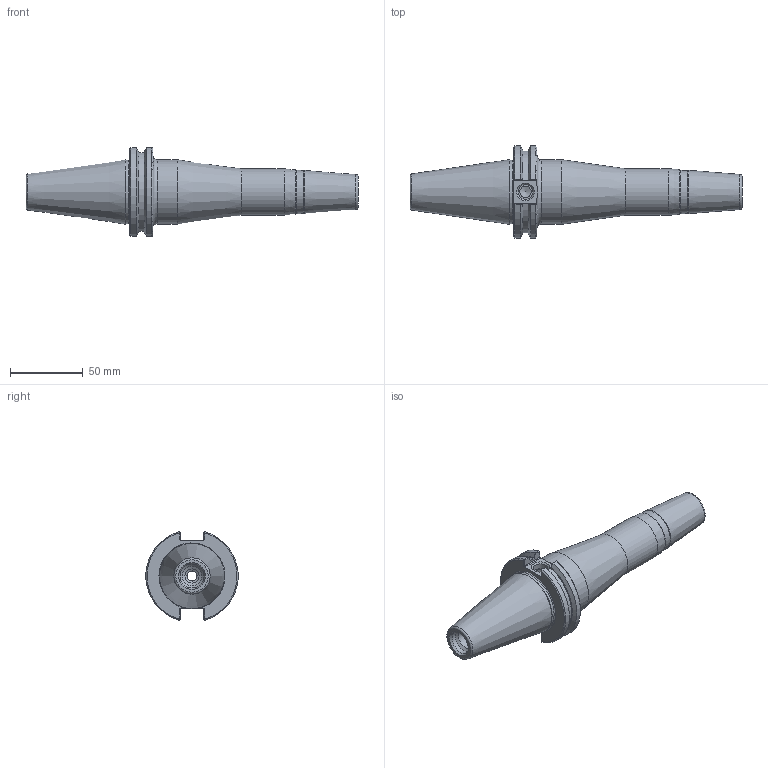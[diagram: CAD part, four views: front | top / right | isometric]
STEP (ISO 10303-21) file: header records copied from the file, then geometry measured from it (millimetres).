
FILE_DESCRIPTION(/* description */ ('SHRINK FIT HLDR W/ COOLANT PORTS'),/* implementation_level */ '2;1');
FILE_NAME(/* name */ 'C40A-M10SF160-9C.stp',/* time_stamp */ '2020-06-08T13:46:27-04:00',/* author */ ('dalloco'),/* organization */ (''),/* preprocessor_version */ 'ST-DEVELOPER v16.13',/* originating_system */ 'Autodesk Inventor 2018',/* authorisation */ '');
FILE_SCHEMA (('AUTOMOTIVE_DESIGN { 1 0 10303 214 3 1 1 }'));
Length unit declared in the file: millimetre
Products named in the file (1): C40A-M10SF160-9C
Bounding box: 228.25 x 63.26 x 61.11 mm (x, y, z)
Volume: 222222.8 mm3; surface area: 39091.5 mm2
Topology: 1 solids, 1 shells, 107 faces, 286 edges, 183 vertices
Faces by surface type: cylinder 34, plane 34, cone 27, bspline 8, torus 4
Full cylindrical faces by diameter (mm): 3 x2, 3.251 x2, 5 x1, 6.917 x1, 8 x1, 9.652 x1, 9.982 x1, 10.135 x1, 10.744 x1, 13.386 x1, 16.459 x1, 32 x1, 43.942 x1, 44.45 x1
Entity records: 4281 total; most frequent: CARTESIAN_POINT 1808, DIRECTION 473, ORIENTED_EDGE 454, EDGE_CURVE 227, AXIS2_PLACEMENT_3D 196, VERTEX_POINT 164, EDGE_LOOP 157, FACE_OUTER_BOUND 107
